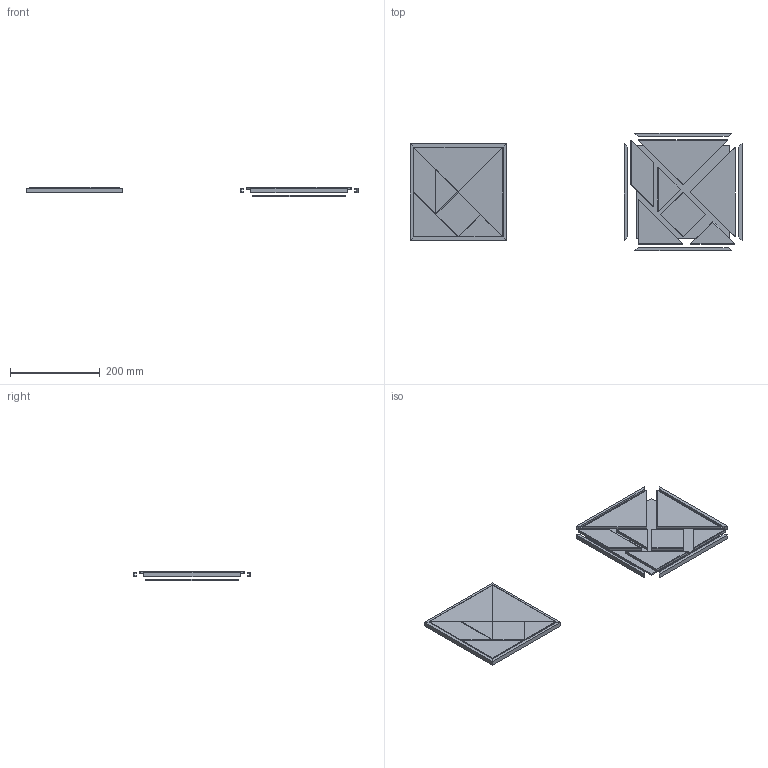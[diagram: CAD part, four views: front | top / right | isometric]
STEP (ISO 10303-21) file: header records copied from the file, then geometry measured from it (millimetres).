
FILE_DESCRIPTION( ( 'STEP AP214' ), '1' );
FILE_NAME( 'tangram.stp', ' ', ( ' ' ), ( ' ' ), 'PSStep 14.0', 'VISI 19.0', ' ' );
FILE_SCHEMA( ( 'AUTOMOTIVE_DESIGN { 1 0 10303 214 1 1 1 1 }' ) );
Length unit declared in the file: millimetre
Products named in the file (23): 1; 2; 3; 4; 5; 6; 7; 8; 9; 10; 11; 12; 13; 14; 15; 16; 17; 18; 19; 20; 21; 22; 23
Bounding box: 738 x 262 x 21 mm (x, y, z)
Volume: 708056.6 mm3; surface area: 341643.4 mm2
Topology: 23 solids, 23 shells, 310 faces, 762 edges, 484 vertices
Faces by surface type: plane 160, cylinder 136, sphere 14
Entity records: 11767 total; most frequent: DIRECTION 1684, CARTESIAN_POINT 1565, ORIENTED_EDGE 1496, EDGE_CURVE 748, AXIS2_PLACEMENT_3D 603, VERTEX_POINT 484, LINE 478, VECTOR 478
